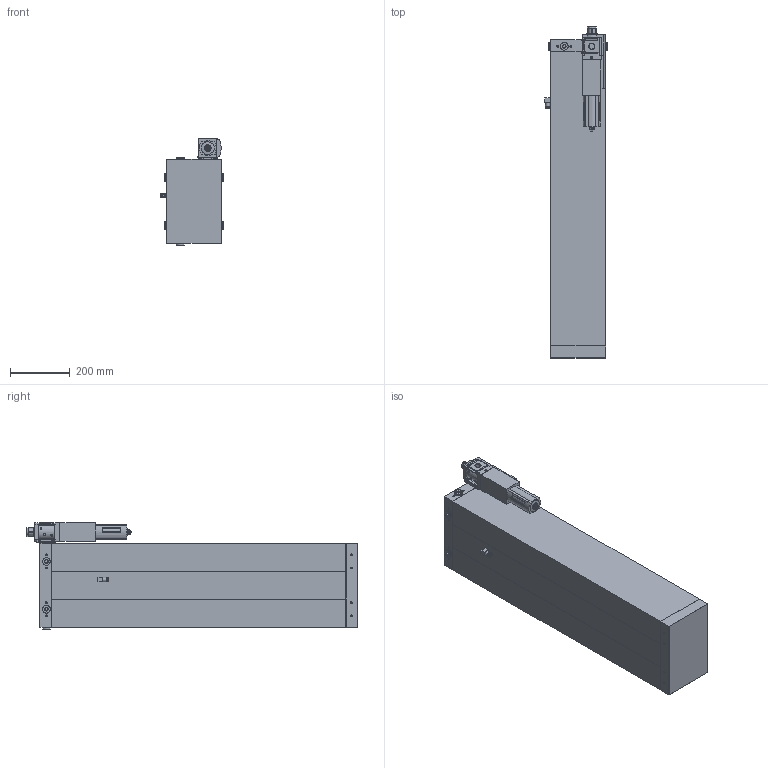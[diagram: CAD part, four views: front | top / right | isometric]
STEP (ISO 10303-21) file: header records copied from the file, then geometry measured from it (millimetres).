
FILE_DESCRIPTION(/* description */ ('STEP AP214'),/* implementation_level */ '2;1');
FILE_NAME(/* name */ '552175_PDAD-100-G1_2',/* time_stamp */ '2024-09-13T17:18:46+02:00',/* author */ ('License CC BY-ND 4.0'),/* organization */ ('CADENAS'),/* preprocessor_version */ 'ST-DEVELOPER v19.3',/* originating_system */ 'PARTsolutions',/* authorisation */ ' ');
FILE_SCHEMA (('AUTOMOTIVE_DESIGN {1 0 10303 214 3 1 1}'));
Length unit declared in the file: millimetre
Products named in the file (9): 552175 PDAD-100-G1/2; 552175 PDAD-100-G1/2---(g); 527670 MS6-LFM-1/2-ARM-HF-DA0D; 705677 MS6-IPM_ROH; 747877 MS6-G1/2-PDAD; 5206604 MS6-MV-B---(0_p); 8134994 MS6-MV-B---(0_p); KOND MS6-1-1; 3571 B-1/2
Assembly tree (13 placements, depth 2):
  552175 PDAD-100-G1/2
    552175 PDAD-100-G1/2---(g)
    527670 MS6-LFM-1/2-ARM-HF-DA0D
    705677 MS6-IPM_ROH
    747877 MS6-G1/2-PDAD
    5206604 MS6-MV-B---(0_p)
    8134994 MS6-MV-B---(0_p)
    KOND MS6-1-1
    3571 B-1/2  x6
Bounding box: 210.35 x 1111 x 356.35 mm (x, y, z)
Volume: 56105180 mm3; surface area: 1234497.6 mm2
Topology: 13 solids, 13 shells, 878 faces, 2129 edges, 1376 vertices
Faces by surface type: plane 555, cylinder 225, cone 77, torus 20, sphere 1
Full cylindrical faces by diameter (mm): 3.242 x2, 3.4 x2, 3.8 x1, 4 x2, 4.5 x2, 4.6 x2, 4.917 x24, 5 x1, 5.5 x2, 6 x1, 7.6 x2, 7.8 x2, 10 x1, 12 x1, 14 x1, 15 x1, 18.4 x1, 18.631 x10, 20.95 x1, 20.955 x6, 21.7 x1, 23.4 x6, 24.7 x1, 25.1 x1, 26 x12, 27.5 x1, 34.6 x1
Entity records: 26710 total; most frequent: CARTESIAN_POINT 4195, DIRECTION 3792, ORIENTED_EDGE 3578, EDGE_CURVE 1789, AXIS2_PLACEMENT_3D 1313, VERTEX_POINT 1240, LINE 1166, VECTOR 1166
